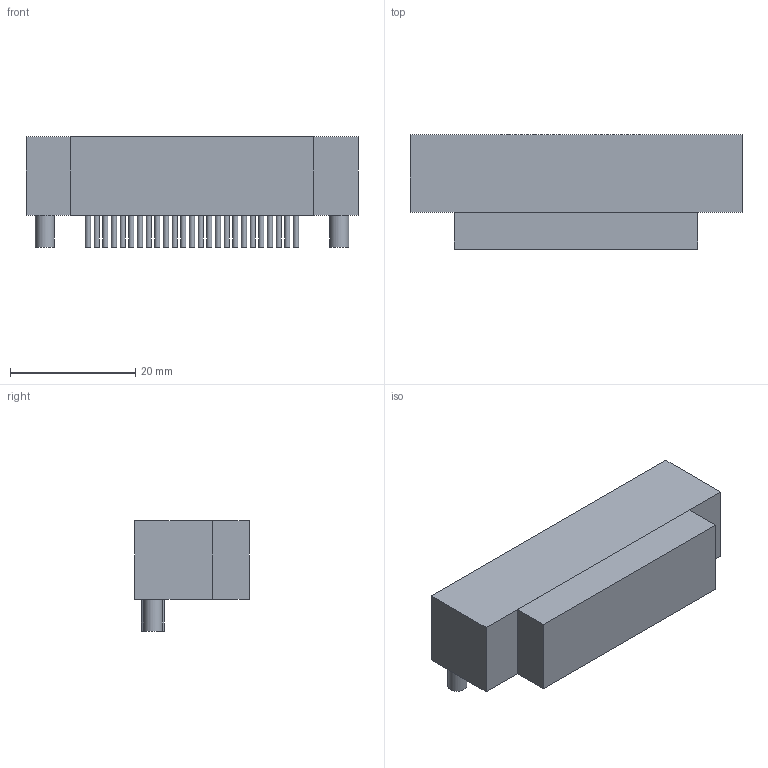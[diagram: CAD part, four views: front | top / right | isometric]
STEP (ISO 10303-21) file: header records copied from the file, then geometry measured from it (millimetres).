
FILE_DESCRIPTION(('FreeCAD Model'),'2;1');
FILE_NAME('1591497.1.1.stp','2020-04-10T08:54:22',( 'Author'),(''),'Open CASCADE STEP processor 6.9','FreeCAD','Unknown' );
FILE_SCHEMA(('AUTOMOTIVE_DESIGN { 1 0 10303 214 1 1 1 1 }'));
Length unit declared in the file: millimetre
Products named in the file (3): ASSEMBLY; Body; Leads
Assembly tree (28 placements, depth 2):
  ASSEMBLY
    Body
    Leads  x27
Bounding box: 53.04 x 18.3 x 17.65 mm (x, y, z)
Volume: 14987.3 mm3; surface area: 17650.8 mm2
Topology: 731 solids, 731 shells, 2199 faces, 2211 edges, 1474 vertices
Faces by surface type: plane 1470, cylinder 729
Full cylindrical faces by diameter (mm): 0.83 x675, 3.03 x54
Entity records: 3621 total; most frequent: DIRECTION 613, CARTESIAN_POINT 507, ORIENTED_EDGE 210, PCURVE 210, DEFINITIONAL_REPRESENTATION 210, LINE 207, VECTOR 207, AXIS2_PLACEMENT_3D 176
